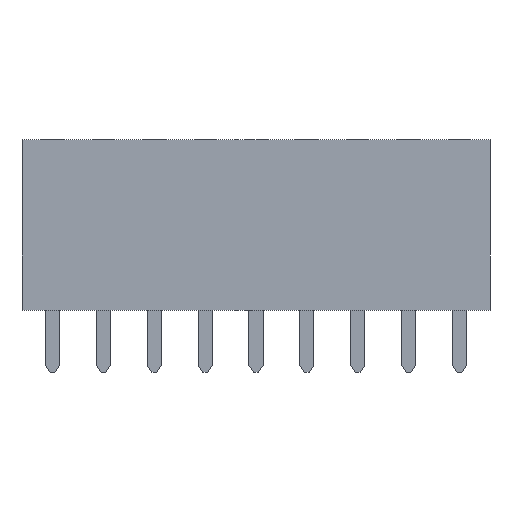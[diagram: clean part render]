
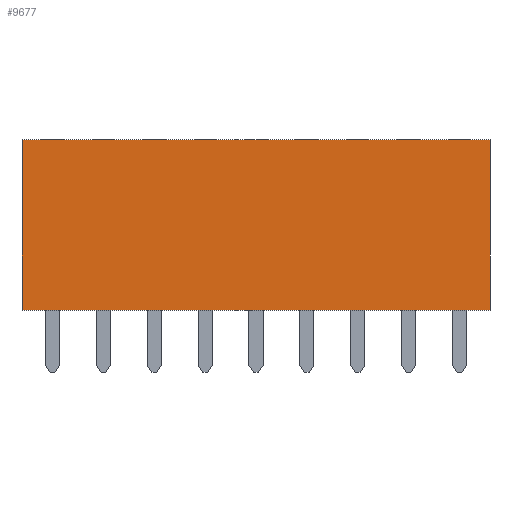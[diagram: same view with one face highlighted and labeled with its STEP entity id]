
A CAD part, front view. The second image highlights one B-rep face of the part: STEP entity #9677.
In plain terms, the highlighted planar face has unit normal (0, -1, 0).
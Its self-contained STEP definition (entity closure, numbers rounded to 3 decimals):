
#1418=ORIENTED_EDGE('',*,*,#2996,.T.);
#1419=ORIENTED_EDGE('',*,*,#2997,.T.);
#1420=ORIENTED_EDGE('',*,*,#2984,.T.);
#1421=ORIENTED_EDGE('',*,*,#2995,.T.);
#2984=EDGE_CURVE('',#3776,#3775,#4563,.T.);
#2995=EDGE_CURVE('',#3775,#3784,#4574,.T.);
#2996=EDGE_CURVE('',#3784,#3785,#4575,.T.);
#2997=EDGE_CURVE('',#3785,#3776,#4576,.T.);
#3775=VERTEX_POINT('',#13841);
#3776=VERTEX_POINT('',#13843);
#3784=VERTEX_POINT('',#13863);
#3785=VERTEX_POINT('',#13867);
#4563=LINE('',#13842,#5496);
#4574=LINE('',#13864,#5507);
#4575=LINE('',#13866,#5508);
#4576=LINE('',#13868,#5509);
#5496=VECTOR('',#11527,1000.);
#5507=VECTOR('',#11542,1000.);
#5508=VECTOR('',#11545,1000.);
#5509=VECTOR('',#11546,1000.);
#5885=EDGE_LOOP('',(#1418,#1419,#1420,#1421));
#6282=FACE_BOUND('',#5885,.T.);
#6679=PLANE('',#10099);
#9677=ADVANCED_FACE('',(#6282),#6679,.T.);
#10099=AXIS2_PLACEMENT_3D('',#13865,#11543,#11544);
#11527=DIRECTION('',(1.,0.,0.));
#11542=DIRECTION('',(0.,0.,1.));
#11543=DIRECTION('',(0.,-1.,0.));
#11544=DIRECTION('',(0.,0.,-1.));
#11545=DIRECTION('',(-1.,0.,0.));
#11546=DIRECTION('',(0.,0.,-1.));
#13841=CARTESIAN_POINT('',(11.68,-1.25,-4.25));
#13842=CARTESIAN_POINT('',(-11.68,-1.25,-4.25));
#13843=CARTESIAN_POINT('',(-11.68,-1.25,-4.25));
#13863=CARTESIAN_POINT('',(11.68,-1.25,4.25));
#13864=CARTESIAN_POINT('',(11.68,-1.25,-4.25));
#13865=CARTESIAN_POINT('',(0.,-1.25,0.));
#13866=CARTESIAN_POINT('',(11.68,-1.25,4.25));
#13867=CARTESIAN_POINT('',(-11.68,-1.25,4.25));
#13868=CARTESIAN_POINT('',(-11.68,-1.25,4.25));
